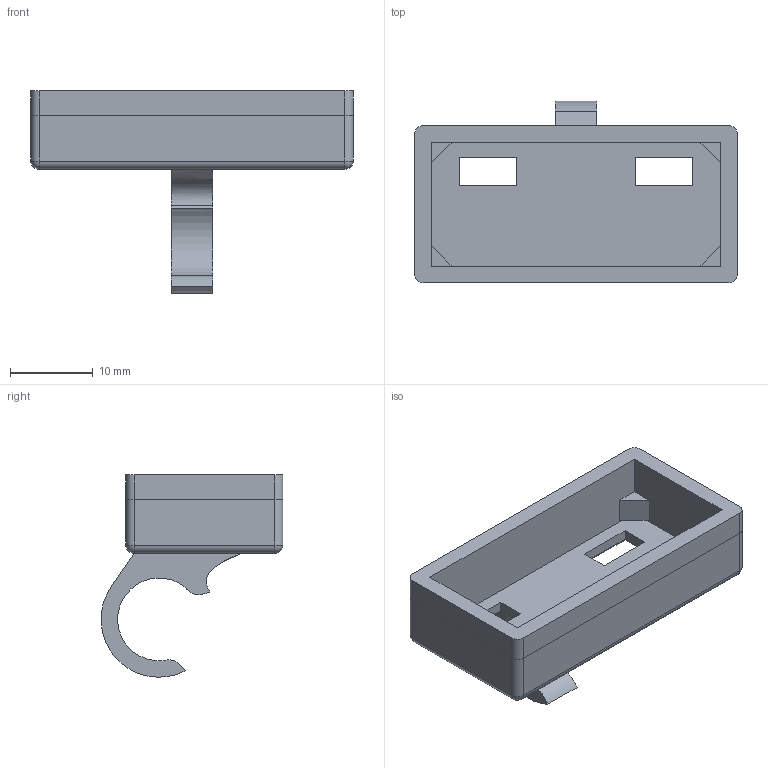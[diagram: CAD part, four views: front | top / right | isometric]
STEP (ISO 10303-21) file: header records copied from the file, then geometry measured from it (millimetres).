
FILE_DESCRIPTION(/* description */ (''),/* implementation_level */ '2;1');
FILE_NAME(/* name */ 'bottom_case_and_clamp.step',/* time_stamp */ '2025-06-19T21:53:32+12:00',/* author */ (''),/* organization */ (''),/* preprocessor_version */ 'ST-DEVELOPER v20.1',/* originating_system */ 'Autodesk Translation Framework v14.10.0.0',/* authorisation */ '');
FILE_SCHEMA (('AUTOMOTIVE_DESIGN { 1 0 10303 214 3 1 1 }'));
Length unit declared in the file: millimetre
Products named in the file (1): Bottom Case
Bounding box: 39 x 21.99 x 24.5 mm (x, y, z)
Volume: 3153.2 mm3; surface area: 3657.6 mm2
Topology: 1 solids, 1 shells, 74 faces, 183 edges, 112 vertices
Faces by surface type: plane 38, cylinder 25, bspline 7, sphere 4
Entity records: 2375 total; most frequent: CARTESIAN_POINT 629, ORIENTED_EDGE 366, DIRECTION 343, EDGE_CURVE 183, LINE 131, VECTOR 131, VERTEX_POINT 112, AXIS2_PLACEMENT_3D 106
